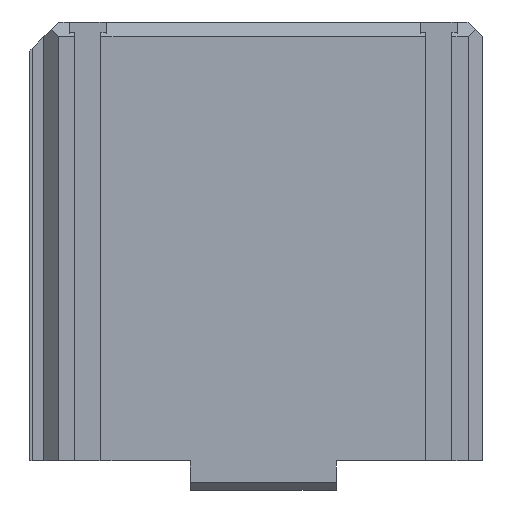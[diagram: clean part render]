
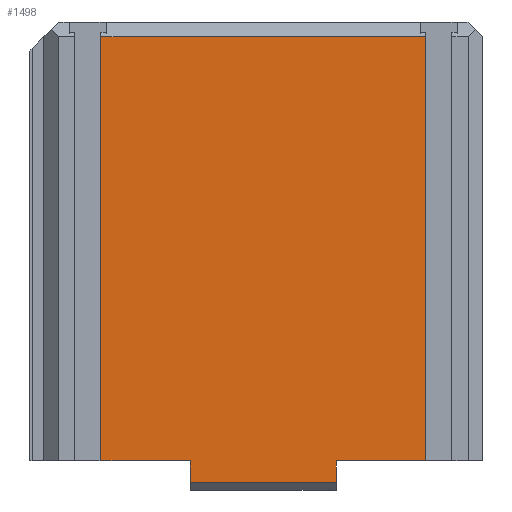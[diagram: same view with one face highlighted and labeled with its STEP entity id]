
A CAD part, front view. The second image highlights one B-rep face of the part: STEP entity #1498.
In plain terms, the highlighted planar face has unit normal (0, -1, 0).
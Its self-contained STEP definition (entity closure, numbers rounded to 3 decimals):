
#63 = EDGE_CURVE ( 'NONE', #2416, #2479, #651, .T. ) ;
#178 = ORIENTED_EDGE ( 'NONE', *, *, #1658, .T. ) ;
#232 = DIRECTION ( 'NONE',  ( 0., 0., 1. ) ) ;
#277 = LINE ( 'NONE', #1493, #354 ) ;
#354 = VECTOR ( 'NONE', #2709, 1000. ) ;
#523 = EDGE_LOOP ( 'NONE', ( #2864, #178, #2587, #1304, #3067, #2647, #1080, #2472 ) ) ;
#651 = LINE ( 'NONE', #3166, #1360 ) ;
#712 = EDGE_CURVE ( 'NONE', #2201, #3931, #1558, .T. ) ;
#785 = VECTOR ( 'NONE', #1820, 1000. ) ;
#858 = AXIS2_PLACEMENT_3D ( 'NONE', #3672, #3293, #2444 ) ;
#985 = CARTESIAN_POINT ( 'NONE',  ( -5., -15., 0. ) ) ;
#1054 = CARTESIAN_POINT ( 'NONE',  ( -15., -15., 0. ) ) ;
#1067 = VERTEX_POINT ( 'NONE', #3679 ) ;
#1080 = ORIENTED_EDGE ( 'NONE', *, *, #712, .F. ) ;
#1267 = EDGE_CURVE ( 'NONE', #1417, #1067, #3184, .T. ) ;
#1304 = ORIENTED_EDGE ( 'NONE', *, *, #1267, .T. ) ;
#1360 = VECTOR ( 'NONE', #1587, 1000. ) ;
#1362 = VECTOR ( 'NONE', #1474, 1000. ) ;
#1411 = CARTESIAN_POINT ( 'NONE',  ( -5., -15., -1.5 ) ) ;
#1417 = VERTEX_POINT ( 'NONE', #3834 ) ;
#1432 = DIRECTION ( 'NONE',  ( 0., 0., 1. ) ) ;
#1474 = DIRECTION ( 'NONE',  ( 1., 0., 0. ) ) ;
#1493 = CARTESIAN_POINT ( 'NONE',  ( -15., -15., 29. ) ) ;
#1494 = CARTESIAN_POINT ( 'NONE',  ( -15., -15., 0. ) ) ;
#1498 = ADVANCED_FACE ( 'NONE', ( #3916 ), #3311, .F. ) ;
#1524 = CARTESIAN_POINT ( 'NONE',  ( -11.1, -15., 0. ) ) ;
#1538 = VERTEX_POINT ( 'NONE', #3007 ) ;
#1551 = EDGE_CURVE ( 'NONE', #2201, #2479, #2710, .T. ) ;
#1558 = LINE ( 'NONE', #1524, #785 ) ;
#1569 = CARTESIAN_POINT ( 'NONE',  ( -15., -15., -1.5 ) ) ;
#1587 = DIRECTION ( 'NONE',  ( 0., 0., 1. ) ) ;
#1599 = VECTOR ( 'NONE', #232, 1000. ) ;
#1658 = EDGE_CURVE ( 'NONE', #2416, #1538, #2200, .T. ) ;
#1820 = DIRECTION ( 'NONE',  ( 0., 0., 1. ) ) ;
#1833 = CARTESIAN_POINT ( 'NONE',  ( -11.1, -15., 0. ) ) ;
#1869 = VECTOR ( 'NONE', #2220, 1000. ) ;
#2200 = LINE ( 'NONE', #1569, #1869 ) ;
#2201 = VERTEX_POINT ( 'NONE', #1833 ) ;
#2220 = DIRECTION ( 'NONE',  ( 1., 0., 0. ) ) ;
#2267 = DIRECTION ( 'NONE',  ( 1., 0., 0. ) ) ;
#2320 = LINE ( 'NONE', #2598, #3938 ) ;
#2357 = LINE ( 'NONE', #2398, #1599 ) ;
#2398 = CARTESIAN_POINT ( 'NONE',  ( 5., -15., -2. ) ) ;
#2416 = VERTEX_POINT ( 'NONE', #1411 ) ;
#2444 = DIRECTION ( 'NONE',  ( 0., 0., 1. ) ) ;
#2472 = ORIENTED_EDGE ( 'NONE', *, *, #1551, .T. ) ;
#2479 = VERTEX_POINT ( 'NONE', #985 ) ;
#2587 = ORIENTED_EDGE ( 'NONE', *, *, #3741, .T. ) ;
#2598 = CARTESIAN_POINT ( 'NONE',  ( 11.1, -15., 0. ) ) ;
#2647 = ORIENTED_EDGE ( 'NONE', *, *, #2970, .T. ) ;
#2709 = DIRECTION ( 'NONE',  ( -1., 0., 0. ) ) ;
#2710 = LINE ( 'NONE', #1494, #1362 ) ;
#2802 = VERTEX_POINT ( 'NONE', #3183 ) ;
#2864 = ORIENTED_EDGE ( 'NONE', *, *, #63, .F. ) ;
#2912 = CARTESIAN_POINT ( 'NONE',  ( -11.1, -15., 29. ) ) ;
#2970 = EDGE_CURVE ( 'NONE', #2802, #3931, #277, .T. ) ;
#3007 = CARTESIAN_POINT ( 'NONE',  ( 5., -15., -1.5 ) ) ;
#3067 = ORIENTED_EDGE ( 'NONE', *, *, #3157, .T. ) ;
#3157 = EDGE_CURVE ( 'NONE', #1067, #2802, #2320, .T. ) ;
#3166 = CARTESIAN_POINT ( 'NONE',  ( -5., -15., -2. ) ) ;
#3183 = CARTESIAN_POINT ( 'NONE',  ( 11.1, -15., 29. ) ) ;
#3184 = LINE ( 'NONE', #1054, #3466 ) ;
#3293 = DIRECTION ( 'NONE',  ( 0., 1., 0. ) ) ;
#3311 = PLANE ( 'NONE',  #858 ) ;
#3466 = VECTOR ( 'NONE', #2267, 1000. ) ;
#3672 = CARTESIAN_POINT ( 'NONE',  ( -15., -15., 30. ) ) ;
#3679 = CARTESIAN_POINT ( 'NONE',  ( 11.1, -15., 0. ) ) ;
#3741 = EDGE_CURVE ( 'NONE', #1538, #1417, #2357, .T. ) ;
#3834 = CARTESIAN_POINT ( 'NONE',  ( 5., -15., 0. ) ) ;
#3916 = FACE_OUTER_BOUND ( 'NONE', #523, .T. ) ;
#3931 = VERTEX_POINT ( 'NONE', #2912 ) ;
#3938 = VECTOR ( 'NONE', #1432, 1000. ) ;
